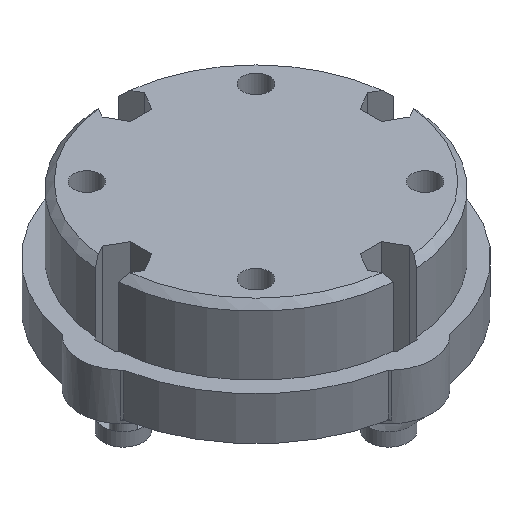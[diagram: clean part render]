
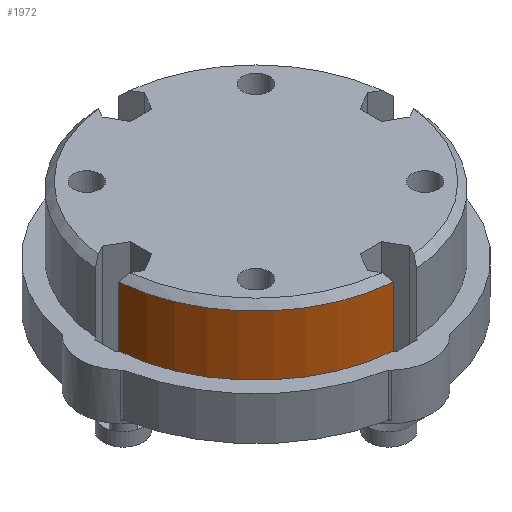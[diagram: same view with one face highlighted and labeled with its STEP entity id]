
A CAD part, isometric view. The second image highlights one B-rep face of the part: STEP entity #1972.
In plain terms, the highlighted cylindrical face has radius 22.5 mm (diameter 45 mm), a partial arc.
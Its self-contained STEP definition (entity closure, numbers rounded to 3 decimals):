
#37=CYLINDRICAL_SURFACE('',#2098,22.5);
#71=LINE('',#2913,#269);
#77=LINE('',#2925,#275);
#269=VECTOR('',#2305,10.);
#275=VECTOR('',#2313,10.);
#537=FACE_OUTER_BOUND('',#647,.T.);
#647=EDGE_LOOP('',(#1379,#1380,#1381,#1382));
#778=CIRCLE('',#2096,22.5);
#779=CIRCLE('',#2099,22.5);
#876=VERTEX_POINT('',#2899);
#879=VERTEX_POINT('',#2906);
#880=VERTEX_POINT('',#2912);
#885=VERTEX_POINT('',#2924);
#1074=EDGE_CURVE('',#879,#876,#778,.T.);
#1075=EDGE_CURVE('',#880,#876,#71,.T.);
#1081=EDGE_CURVE('',#885,#879,#77,.T.);
#1082=EDGE_CURVE('',#880,#885,#779,.T.);
#1379=ORIENTED_EDGE('',*,*,#1074,.F.);
#1380=ORIENTED_EDGE('',*,*,#1081,.F.);
#1381=ORIENTED_EDGE('',*,*,#1082,.F.);
#1382=ORIENTED_EDGE('',*,*,#1075,.T.);
#1972=ADVANCED_FACE('',(#537),#37,.T.);
#2096=AXIS2_PLACEMENT_3D('',#2910,#2301,#2302);
#2098=AXIS2_PLACEMENT_3D('',#2923,#2311,#2312);
#2099=AXIS2_PLACEMENT_3D('',#2926,#2314,#2315);
#2301=DIRECTION('center_axis',(0.,0.,1.));
#2302=DIRECTION('ref_axis',(-1.,0.,0.));
#2305=DIRECTION('',(0.,0.,1.));
#2311=DIRECTION('center_axis',(0.,0.,1.));
#2312=DIRECTION('ref_axis',(-1.,0.,0.));
#2313=DIRECTION('',(0.,0.,1.));
#2314=DIRECTION('center_axis',(0.,0.,-1.));
#2315=DIRECTION('ref_axis',(-1.,0.,0.));
#2899=CARTESIAN_POINT('',(-101.772,327.57,72.5));
#2906=CARTESIAN_POINT('',(-122.43,348.228,72.5));
#2910=CARTESIAN_POINT('Origin',(-100.,350.,72.5));
#2912=CARTESIAN_POINT('',(-101.772,327.57,63.5));
#2913=CARTESIAN_POINT('',(-101.772,327.57,63.5));
#2923=CARTESIAN_POINT('Origin',(-100.,350.,63.5));
#2924=CARTESIAN_POINT('',(-122.43,348.228,63.5));
#2925=CARTESIAN_POINT('',(-122.43,348.228,63.5));
#2926=CARTESIAN_POINT('Origin',(-100.,350.,63.5));
